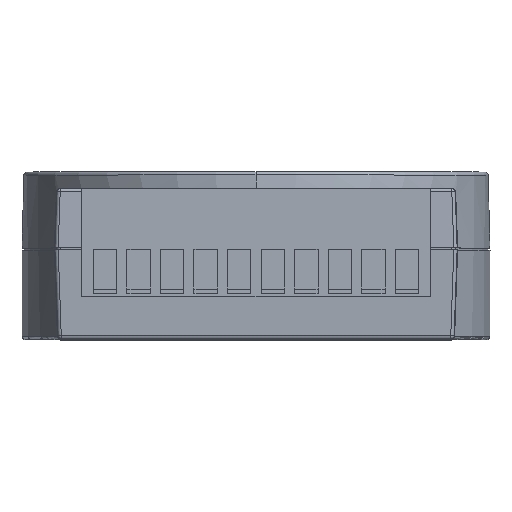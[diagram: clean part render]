
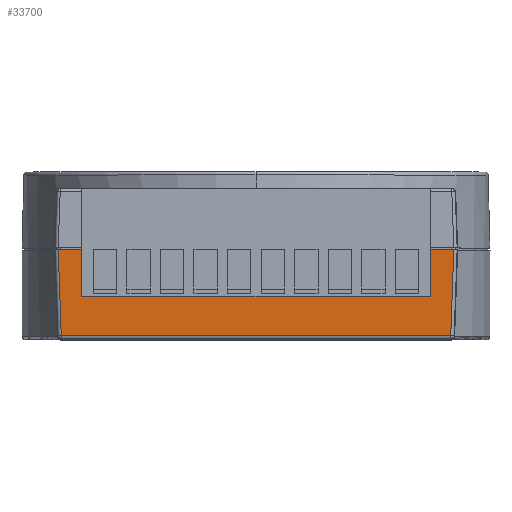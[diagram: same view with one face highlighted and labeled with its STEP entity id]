
A CAD part, top view. The second image highlights one B-rep face of the part: STEP entity #33700.
In plain terms, the highlighted planar face has unit normal (0, -0.035, 0.999).
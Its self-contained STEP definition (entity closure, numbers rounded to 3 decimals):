
#23468 = VERTEX_POINT ( 'NONE', #29932 ) ;
#23473 = VERTEX_POINT ( 'NONE', #29978 ) ;
#23498 = EDGE_CURVE ( 'NONE', #23468, #23473, #30049, .T. ) ;
#23796 = EDGE_CURVE ( 'NONE', #23875, #23802, #30769, .T. ) ;
#23802 = VERTEX_POINT ( 'NONE', #30800 ) ;
#23875 = VERTEX_POINT ( 'NONE', #30986 ) ;
#29932 = CARTESIAN_POINT ( 'NONE',  ( -29.495, -0.15, 50.995 ) ) ;
#29978 = CARTESIAN_POINT ( 'NONE',  ( -26., -0.15, 50.995 ) ) ;
#30045 = DIRECTION ( 'NONE',  ( 1., 0., 0. ) ) ;
#30046 = VECTOR ( 'NONE', #30045, 1000. ) ;
#30048 = CARTESIAN_POINT ( 'NONE',  ( 30., -0.15, 50.995 ) ) ;
#30049 = LINE ( 'NONE', #30048, #30046 ) ;
#30766 = DIRECTION ( 'NONE',  ( 1., 0., 0. ) ) ;
#30767 = VECTOR ( 'NONE', #30766, 1000. ) ;
#30768 = CARTESIAN_POINT ( 'NONE',  ( 30., -0.15, 50.995 ) ) ;
#30769 = LINE ( 'NONE', #30768, #30767 ) ;
#30800 = CARTESIAN_POINT ( 'NONE',  ( 29.495, -0.15, 50.995 ) ) ;
#30986 = CARTESIAN_POINT ( 'NONE',  ( 26., -0.15, 50.995 ) ) ;
#33700 = ADVANCED_FACE ( 'NONE', ( #43082 ), #43081, .T. ) ;
#33703 = EDGE_CURVE ( 'NONE', #33717, #33783, #43160, .T. ) ;
#33717 = VERTEX_POINT ( 'NONE', #43199 ) ;
#33719 = ORIENTED_EDGE ( 'NONE', *, *, #33703, .T. ) ;
#33729 = EDGE_LOOP ( 'NONE', ( #33719, #33796, #33754, #33733, #33763, #33770, #33774, #33861 ) ) ;
#33730 = VERTEX_POINT ( 'NONE', #43174 ) ;
#33731 = EDGE_CURVE ( 'NONE', #33730, #33766, #43233, .T. ) ;
#33733 = ORIENTED_EDGE ( 'NONE', *, *, #33734, .T. ) ;
#33734 = EDGE_CURVE ( 'NONE', #23468, #33730, #43229, .T. ) ;
#33736 = EDGE_CURVE ( 'NONE', #33766, #23802, #43224, .T. ) ;
#33754 = ORIENTED_EDGE ( 'NONE', *, *, #23498, .F. ) ;
#33763 = ORIENTED_EDGE ( 'NONE', *, *, #33731, .T. ) ;
#33766 = VERTEX_POINT ( 'NONE', #43247 ) ;
#33770 = ORIENTED_EDGE ( 'NONE', *, *, #33736, .T. ) ;
#33774 = ORIENTED_EDGE ( 'NONE', *, *, #23796, .F. ) ;
#33781 = EDGE_CURVE ( 'NONE', #33783, #23473, #43294, .T. ) ;
#33783 = VERTEX_POINT ( 'NONE', #43281 ) ;
#33796 = ORIENTED_EDGE ( 'NONE', *, *, #33781, .T. ) ;
#33826 = EDGE_CURVE ( 'NONE', #23875, #33717, #43407, .T. ) ;
#33861 = ORIENTED_EDGE ( 'NONE', *, *, #33826, .T. ) ;
#43077 = DIRECTION ( 'NONE',  ( 0., -0.035, 0.999 ) ) ;
#43078 = CARTESIAN_POINT ( 'NONE',  ( 30., 0., 51. ) ) ;
#43079 = AXIS2_PLACEMENT_3D ( 'NONE', #43078, #43077, #43161 ) ;
#43081 = PLANE ( 'NONE',  #43079 ) ;
#43082 = FACE_OUTER_BOUND ( 'NONE', #33729, .T. ) ;
#43157 = DIRECTION ( 'NONE',  ( -1., 0., 0. ) ) ;
#43158 = VECTOR ( 'NONE', #43157, 1000. ) ;
#43159 = CARTESIAN_POINT ( 'NONE',  ( 30., -7.097, 50.752 ) ) ;
#43160 = LINE ( 'NONE', #43159, #43158 ) ;
#43161 = DIRECTION ( 'NONE',  ( 0., -0.999, -0.035 ) ) ;
#43174 = CARTESIAN_POINT ( 'NONE',  ( -29.046, -13.017, 50.545 ) ) ;
#43199 = CARTESIAN_POINT ( 'NONE',  ( 26., -7.097, 50.752 ) ) ;
#43221 = DIRECTION ( 'NONE',  ( 0.035, 0.999, 0.035 ) ) ;
#43222 = VECTOR ( 'NONE', #43221, 1000. ) ;
#43223 = CARTESIAN_POINT ( 'NONE',  ( 29.501, 0.017, 51.001 ) ) ;
#43224 = LINE ( 'NONE', #43223, #43222 ) ;
#43226 = DIRECTION ( 'NONE',  ( 0.035, -0.999, -0.035 ) ) ;
#43227 = VECTOR ( 'NONE', #43226, 1000. ) ;
#43228 = CARTESIAN_POINT ( 'NONE',  ( -29.428, -2.073, 50.928 ) ) ;
#43229 = LINE ( 'NONE', #43228, #43227 ) ;
#43230 = DIRECTION ( 'NONE',  ( 1., 0., 0. ) ) ;
#43231 = VECTOR ( 'NONE', #43230, 1000. ) ;
#43232 = CARTESIAN_POINT ( 'NONE',  ( 29.529, -13.017, 50.545 ) ) ;
#43233 = LINE ( 'NONE', #43232, #43231 ) ;
#43247 = CARTESIAN_POINT ( 'NONE',  ( 29.046, -13.017, 50.545 ) ) ;
#43281 = CARTESIAN_POINT ( 'NONE',  ( -26., -7.097, 50.752 ) ) ;
#43286 = DIRECTION ( 'NONE',  ( 0., 0.999, 0.035 ) ) ;
#43292 = VECTOR ( 'NONE', #43286, 1000. ) ;
#43293 = CARTESIAN_POINT ( 'NONE',  ( -26., 0., 51. ) ) ;
#43294 = LINE ( 'NONE', #43293, #43292 ) ;
#43404 = DIRECTION ( 'NONE',  ( 0., -0.999, -0.035 ) ) ;
#43405 = VECTOR ( 'NONE', #43404, 1000. ) ;
#43406 = CARTESIAN_POINT ( 'NONE',  ( 26., 0., 51. ) ) ;
#43407 = LINE ( 'NONE', #43406, #43405 ) ;
